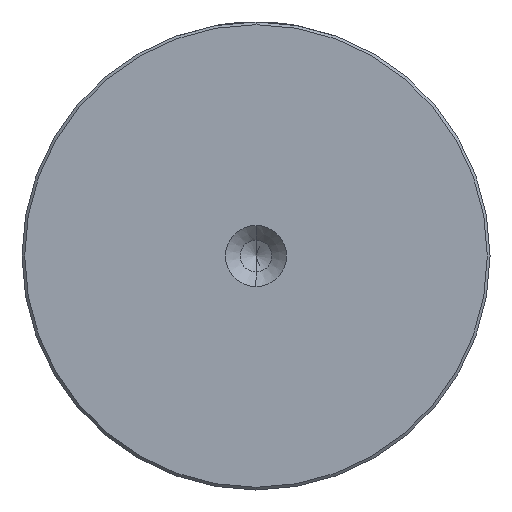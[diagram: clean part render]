
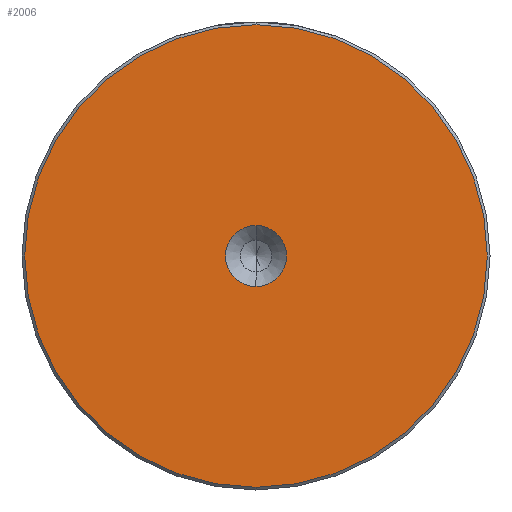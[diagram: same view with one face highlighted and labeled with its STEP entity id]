
A CAD part, left-side view. The second image highlights one B-rep face of the part: STEP entity #2006.
In plain terms, the highlighted planar face has unit normal (-1, 0, 0).
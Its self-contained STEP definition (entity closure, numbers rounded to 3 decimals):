
#24 = DIRECTION ( 'NONE',  ( -1., 0., 0. ) ) ;
#142 = AXIS2_PLACEMENT_3D ( 'NONE', #1282, #24, #1494 ) ;
#270 = DIRECTION ( 'NONE',  ( -1., 0., 0. ) ) ;
#311 = EDGE_LOOP ( 'NONE', ( #489, #2677 ) ) ;
#489 = ORIENTED_EDGE ( 'NONE', *, *, #971, .F. ) ;
#547 = FACE_BOUND ( 'NONE', #311, .T. ) ;
#557 = CARTESIAN_POINT ( 'NONE',  ( 0., 0., 42.5 ) ) ;
#571 = AXIS2_PLACEMENT_3D ( 'NONE', #2187, #1983, #1768 ) ;
#833 = DIRECTION ( 'NONE',  ( -1., 0., 0. ) ) ;
#895 = ORIENTED_EDGE ( 'NONE', *, *, #1881, .T. ) ;
#915 = AXIS2_PLACEMENT_3D ( 'NONE', #2276, #1014, #2479 ) ;
#918 = EDGE_LOOP ( 'NONE', ( #895, #1892 ) ) ;
#971 = EDGE_CURVE ( 'NONE', #1973, #1091, #2465, .T. ) ;
#1014 = DIRECTION ( 'NONE',  ( -1., 0., 0. ) ) ;
#1091 = VERTEX_POINT ( 'NONE', #2164 ) ;
#1252 = CARTESIAN_POINT ( 'NONE',  ( 0., 0., 0. ) ) ;
#1282 = CARTESIAN_POINT ( 'NONE',  ( 0., 0., 0. ) ) ;
#1309 = CIRCLE ( 'NONE', #915, 42.5 ) ;
#1488 = VERTEX_POINT ( 'NONE', #1883 ) ;
#1494 = DIRECTION ( 'NONE',  ( 0., 0., 1. ) ) ;
#1522 = CARTESIAN_POINT ( 'NONE',  ( 0., 0., 0. ) ) ;
#1566 = EDGE_CURVE ( 'NONE', #1091, #1973, #1975, .T. ) ;
#1739 = DIRECTION ( 'NONE',  ( 0., 0., 1. ) ) ;
#1768 = DIRECTION ( 'NONE',  ( 0., 0., 1. ) ) ;
#1881 = EDGE_CURVE ( 'NONE', #1488, #2285, #1309, .T. ) ;
#1883 = CARTESIAN_POINT ( 'NONE',  ( 0., 0., -42.5 ) ) ;
#1892 = ORIENTED_EDGE ( 'NONE', *, *, #2324, .T. ) ;
#1973 = VERTEX_POINT ( 'NONE', #2704 ) ;
#1975 = CIRCLE ( 'NONE', #142, 5.6 ) ;
#1983 = DIRECTION ( 'NONE',  ( -1., 0., 0. ) ) ;
#1999 = CIRCLE ( 'NONE', #2701, 42.5 ) ;
#2006 = ADVANCED_FACE ( 'NONE', ( #2165, #547 ), #2108, .T. ) ;
#2108 = PLANE ( 'NONE',  #2338 ) ;
#2164 = CARTESIAN_POINT ( 'NONE',  ( 0., 0., -5.6 ) ) ;
#2165 = FACE_OUTER_BOUND ( 'NONE', #918, .T. ) ;
#2187 = CARTESIAN_POINT ( 'NONE',  ( 0., 0., 0. ) ) ;
#2276 = CARTESIAN_POINT ( 'NONE',  ( 0., 0., 0. ) ) ;
#2285 = VERTEX_POINT ( 'NONE', #557 ) ;
#2316 = DIRECTION ( 'NONE',  ( 0., 0., 1. ) ) ;
#2324 = EDGE_CURVE ( 'NONE', #2285, #1488, #1999, .T. ) ;
#2338 = AXIS2_PLACEMENT_3D ( 'NONE', #1252, #833, #2316 ) ;
#2465 = CIRCLE ( 'NONE', #571, 5.6 ) ;
#2479 = DIRECTION ( 'NONE',  ( 0., 0., 1. ) ) ;
#2677 = ORIENTED_EDGE ( 'NONE', *, *, #1566, .F. ) ;
#2701 = AXIS2_PLACEMENT_3D ( 'NONE', #1522, #270, #1739 ) ;
#2704 = CARTESIAN_POINT ( 'NONE',  ( 0., 0., 5.6 ) ) ;
